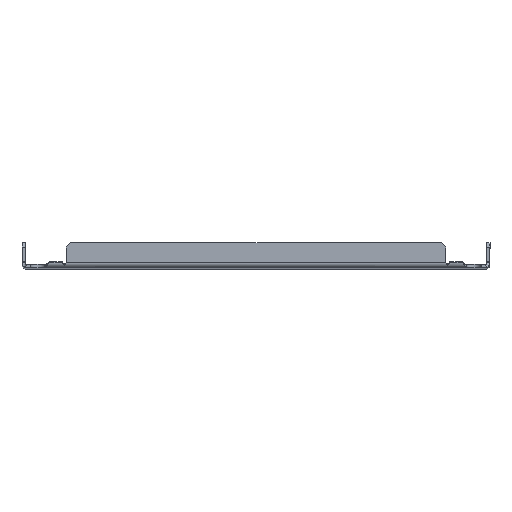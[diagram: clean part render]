
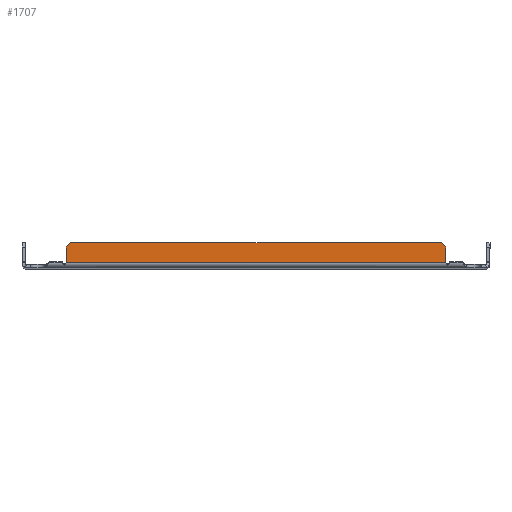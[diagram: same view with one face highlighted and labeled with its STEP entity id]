
A CAD part, top view. The second image highlights one B-rep face of the part: STEP entity #1707.
In plain terms, the highlighted planar face has unit normal (0, 0, 1).
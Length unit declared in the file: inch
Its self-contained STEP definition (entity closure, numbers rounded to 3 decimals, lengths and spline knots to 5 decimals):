
#321 = EDGE_CURVE ( 'NONE', #4581, #3581, #3511, .T. ) ;
#338 = DIRECTION ( 'NONE',  ( -0.707, 0.707, 0. ) ) ;
#390 = DIRECTION ( 'NONE',  ( -1., 0., 0. ) ) ;
#504 = EDGE_CURVE ( 'NONE', #3581, #6634, #3528, .T. ) ;
#704 = CIRCLE ( 'NONE', #3880, 0.063 ) ;
#752 = ORIENTED_EDGE ( 'NONE', *, *, #5398, .T. ) ;
#783 = DIRECTION ( 'NONE',  ( -1., 0., 0. ) ) ;
#851 = EDGE_CURVE ( 'NONE', #2525, #5557, #704, .T. ) ;
#919 = LINE ( 'NONE', #1963, #3186 ) ;
#972 = AXIS2_PLACEMENT_3D ( 'NONE', #2434, #1182, #3578 ) ;
#1182 = DIRECTION ( 'NONE',  ( 0., 0., 1. ) ) ;
#1203 = PLANE ( 'NONE',  #972 ) ;
#1205 = ORIENTED_EDGE ( 'NONE', *, *, #3224, .T. ) ;
#1206 = DIRECTION ( 'NONE',  ( 0., 1., 0. ) ) ;
#1359 = DIRECTION ( 'NONE',  ( 0., 1., 0. ) ) ;
#1380 = ORIENTED_EDGE ( 'NONE', *, *, #5537, .F. ) ;
#1477 = DIRECTION ( 'NONE',  ( 0., 1., 0. ) ) ;
#1572 = CIRCLE ( 'NONE', #1588, 0.063 ) ;
#1588 = AXIS2_PLACEMENT_3D ( 'NONE', #7271, #2133, #1477 ) ;
#1637 = VECTOR ( 'NONE', #338, 39.37008 ) ;
#1707 = ADVANCED_FACE ( 'NONE', ( #5948 ), #1203, .T. ) ;
#1963 = CARTESIAN_POINT ( 'NONE',  ( 5.74, -28.578, 14.085 ) ) ;
#2133 = DIRECTION ( 'NONE',  ( 0., 0., -1. ) ) ;
#2294 = EDGE_CURVE ( 'NONE', #5557, #6351, #919, .T. ) ;
#2434 = CARTESIAN_POINT ( 'NONE',  ( -7.664, -28.578, 14.085 ) ) ;
#2525 = VERTEX_POINT ( 'NONE', #3940 ) ;
#2580 = ORIENTED_EDGE ( 'NONE', *, *, #851, .T. ) ;
#2646 = DIRECTION ( 'NONE',  ( -0.707, -0.707, 0. ) ) ;
#3106 = ORIENTED_EDGE ( 'NONE', *, *, #504, .T. ) ;
#3186 = VECTOR ( 'NONE', #1359, 39.37008 ) ;
#3224 = EDGE_CURVE ( 'NONE', #6634, #4292, #4596, .T. ) ;
#3511 = LINE ( 'NONE', #5979, #4838 ) ;
#3528 = LINE ( 'NONE', #4328, #5230 ) ;
#3578 = DIRECTION ( 'NONE',  ( 0., -1., 0. ) ) ;
#3581 = VERTEX_POINT ( 'NONE', #4019 ) ;
#3698 = LINE ( 'NONE', #3835, #1637 ) ;
#3835 = CARTESIAN_POINT ( 'NONE',  ( 5.74, 0.625, 14.085 ) ) ;
#3880 = AXIS2_PLACEMENT_3D ( 'NONE', #4657, #4072, #1206 ) ;
#3892 = VECTOR ( 'NONE', #5712, 39.37008 ) ;
#3940 = CARTESIAN_POINT ( 'NONE',  ( 5.74656, 0.143, 14.085 ) ) ;
#4017 = EDGE_LOOP ( 'NONE', ( #3106, #1205, #4721, #1380, #2580, #6002, #752, #7328 ) ) ;
#4019 = CARTESIAN_POINT ( 'NONE',  ( -5.615, 0.75, 14.085 ) ) ;
#4072 = DIRECTION ( 'NONE',  ( 0., 0., -1. ) ) ;
#4130 = CARTESIAN_POINT ( 'NONE',  ( -5.74656, 0.143, 14.085 ) ) ;
#4292 = VERTEX_POINT ( 'NONE', #5595 ) ;
#4328 = CARTESIAN_POINT ( 'NONE',  ( -5.615, 0.75, 14.085 ) ) ;
#4372 = CARTESIAN_POINT ( 'NONE',  ( -5.74, 0.625, 14.085 ) ) ;
#4407 = CARTESIAN_POINT ( 'NONE',  ( 6.37525, 0.143, 14.085 ) ) ;
#4576 = EDGE_CURVE ( 'NONE', #4292, #5803, #1572, .T. ) ;
#4581 = VERTEX_POINT ( 'NONE', #4864 ) ;
#4596 = LINE ( 'NONE', #6661, #3892 ) ;
#4657 = CARTESIAN_POINT ( 'NONE',  ( 5.803, 0.171, 14.085 ) ) ;
#4721 = ORIENTED_EDGE ( 'NONE', *, *, #4576, .T. ) ;
#4765 = LINE ( 'NONE', #4407, #6750 ) ;
#4838 = VECTOR ( 'NONE', #783, 39.37008 ) ;
#4864 = CARTESIAN_POINT ( 'NONE',  ( 5.615, 0.75, 14.085 ) ) ;
#5039 = CARTESIAN_POINT ( 'NONE',  ( 5.74, 0.171, 14.085 ) ) ;
#5230 = VECTOR ( 'NONE', #2646, 39.37008 ) ;
#5398 = EDGE_CURVE ( 'NONE', #6351, #4581, #3698, .T. ) ;
#5537 = EDGE_CURVE ( 'NONE', #2525, #5803, #4765, .T. ) ;
#5557 = VERTEX_POINT ( 'NONE', #5039 ) ;
#5595 = CARTESIAN_POINT ( 'NONE',  ( -5.74, 0.171, 14.085 ) ) ;
#5712 = DIRECTION ( 'NONE',  ( 0., -1., 0. ) ) ;
#5803 = VERTEX_POINT ( 'NONE', #4130 ) ;
#5948 = FACE_OUTER_BOUND ( 'NONE', #4017, .T. ) ;
#5979 = CARTESIAN_POINT ( 'NONE',  ( -7.664, 0.75, 14.085 ) ) ;
#6002 = ORIENTED_EDGE ( 'NONE', *, *, #2294, .T. ) ;
#6351 = VERTEX_POINT ( 'NONE', #7044 ) ;
#6634 = VERTEX_POINT ( 'NONE', #4372 ) ;
#6661 = CARTESIAN_POINT ( 'NONE',  ( -5.74, -28.578, 14.085 ) ) ;
#6750 = VECTOR ( 'NONE', #390, 39.37008 ) ;
#7044 = CARTESIAN_POINT ( 'NONE',  ( 5.74, 0.625, 14.085 ) ) ;
#7271 = CARTESIAN_POINT ( 'NONE',  ( -5.803, 0.171, 14.085 ) ) ;
#7328 = ORIENTED_EDGE ( 'NONE', *, *, #321, .T. ) ;
